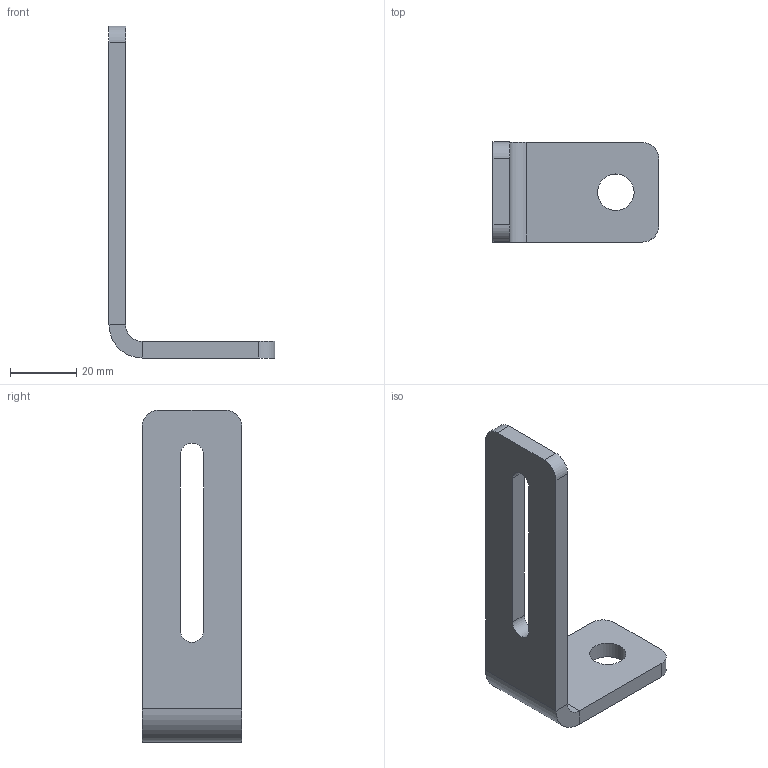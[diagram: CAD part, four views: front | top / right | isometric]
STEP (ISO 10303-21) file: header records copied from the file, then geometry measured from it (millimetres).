
FILE_DESCRIPTION(/* description */ ('PIEDE 100X50 SP.5 LARG.30 ASOLATO INOX'),/* implementation_level */ '2;1');
FILE_NAME(/* name */ 'DPDFQ0000069.stp',/* time_stamp */ '2018-11-06T09:09:17+01:00',/* author */ ('fzagni'),/* organization */ (''),/* preprocessor_version */ 'ST-DEVELOPER v16.1',/* originating_system */ 'Autodesk Inventor 2016',/* authorisation */ '');
FILE_SCHEMA (('AUTOMOTIVE_DESIGN { 1 0 10303 214 3 1 1 }'));
Length unit declared in the file: millimetre
Products named in the file (1): 17.004.02
Bounding box: 50 x 30 x 100 mm (x, y, z)
Volume: 18637.3 mm3; surface area: 9942.5 mm2
Topology: 1 solids, 1 shells, 23 faces, 56 edges, 35 vertices
Faces by surface type: plane 14, cylinder 9
Full cylindrical faces by diameter (mm): 11 x1
Entity records: 690 total; most frequent: DIRECTION 120, CARTESIAN_POINT 112, ORIENTED_EDGE 108, EDGE_CURVE 54, AXIS2_PLACEMENT_3D 42, LINE 36, VECTOR 36, VERTEX_POINT 34
